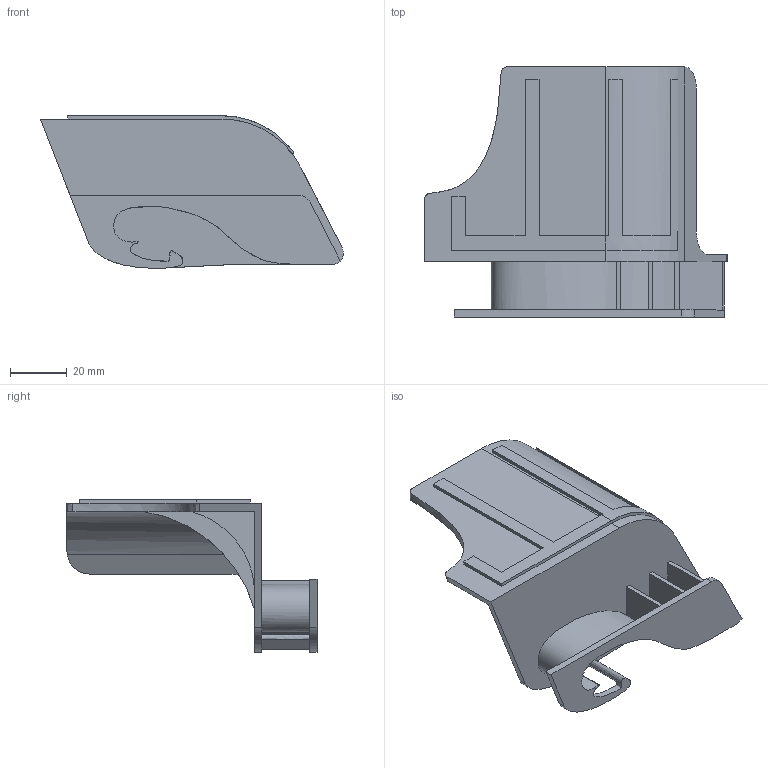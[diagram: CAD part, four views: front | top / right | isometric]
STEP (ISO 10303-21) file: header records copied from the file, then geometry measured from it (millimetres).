
FILE_DESCRIPTION(/* description */ (''),/* implementation_level */ '2;1');
FILE_NAME(/* name */ 'BandejaCoche v6.step',/* time_stamp */ '2020-09-17T17:30:21+02:00',/* author */ (''),/* organization */ (''),/* preprocessor_version */ 'ST-DEVELOPER v18.1',/* originating_system */ 'Autodesk Translation Framework v9.3.0.1241',/* authorisation */ '');
FILE_SCHEMA (('AUTOMOTIVE_DESIGN { 1 0 10303 214 3 1 1 }'));
Length unit declared in the file: millimetre
Products named in the file (1): BandejaCoche
Bounding box: 106.62 x 88 x 53.66 mm (x, y, z)
Volume: 41080.1 mm3; surface area: 32481.2 mm2
Topology: 1 solids, 1 shells, 84 faces, 240 edges, 157 vertices
Faces by surface type: plane 54, bspline 19, cylinder 11
Entity records: 4478 total; most frequent: CARTESIAN_POINT 2418, ORIENTED_EDGE 480, DIRECTION 353, EDGE_CURVE 240, LINE 157, VECTOR 157, VERTEX_POINT 157, AXIS2_PLACEMENT_3D 98
